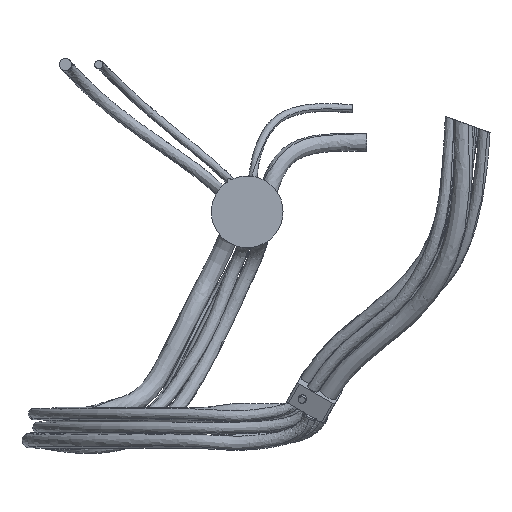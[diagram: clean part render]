
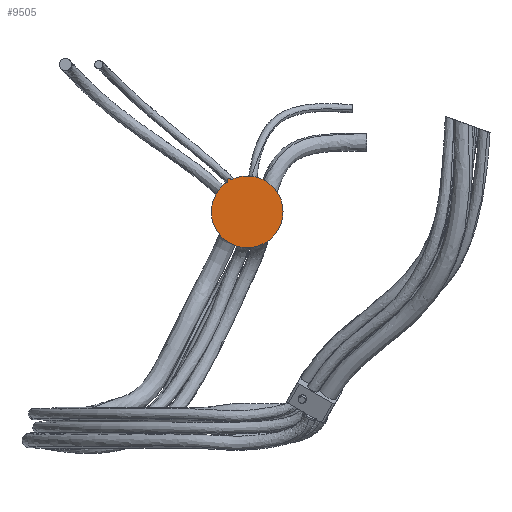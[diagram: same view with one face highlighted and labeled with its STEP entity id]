
A CAD part, front view. The second image highlights one B-rep face of the part: STEP entity #9505.
In plain terms, the highlighted planar face has unit normal (0, -1, 0).
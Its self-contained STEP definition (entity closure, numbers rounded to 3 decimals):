
#231 = AXIS2_PLACEMENT_3D ( 'NONE', #7852, #7830, #7818 ) ;
#737 = ORIENTED_EDGE ( 'NONE', *, *, #10139, .T. ) ;
#775 = DIRECTION ( 'NONE',  ( 1., 0., 0. ) ) ;
#785 = DIRECTION ( 'NONE',  ( 0., 1., 0. ) ) ;
#798 = CARTESIAN_POINT ( 'NONE',  ( -29.067, 107.5, 448.11 ) ) ;
#943 = AXIS2_PLACEMENT_3D ( 'NONE', #5975, #5972, #5959 ) ;
#1408 = DIRECTION ( 'NONE',  ( 1., 0., 0. ) ) ;
#1409 = DIRECTION ( 'NONE',  ( 0., -1., 0. ) ) ;
#1422 = CARTESIAN_POINT ( 'NONE',  ( -11.9, 107.5, 422.9 ) ) ;
#1434 = VERTEX_POINT ( 'NONE', #6933 ) ;
#1545 = AXIS2_PLACEMENT_3D ( 'NONE', #5593, #5584, #5581 ) ;
#1820 = CARTESIAN_POINT ( 'NONE',  ( 18.1, 107.5, 422.9 ) ) ;
#2197 = VERTEX_POINT ( 'NONE', #10087 ) ;
#2833 = ORIENTED_EDGE ( 'NONE', *, *, #4243, .T. ) ;
#2998 = DIRECTION ( 'NONE',  ( 1., 0., 0. ) ) ;
#3011 = DIRECTION ( 'NONE',  ( 0., -1., 0. ) ) ;
#3014 = CARTESIAN_POINT ( 'NONE',  ( -11.9, 107.5, 422.9 ) ) ;
#3110 = CIRCLE ( 'NONE', #943, 0.5 ) ;
#3403 = CIRCLE ( 'NONE', #3513, 0.5 ) ;
#3513 = AXIS2_PLACEMENT_3D ( 'NONE', #798, #785, #775 ) ;
#3542 = AXIS2_PLACEMENT_3D ( 'NONE', #3014, #3011, #2998 ) ;
#3703 = ORIENTED_EDGE ( 'NONE', *, *, #7695, .T. ) ;
#3864 = FACE_OUTER_BOUND ( 'NONE', #8656, .T. ) ;
#4151 = AXIS2_PLACEMENT_3D ( 'NONE', #6545, #6537, #6535 ) ;
#4174 = CIRCLE ( 'NONE', #3542, 30. ) ;
#4243 = EDGE_CURVE ( 'NONE', #9523, #10600, #6131, .T. ) ;
#4280 = CIRCLE ( 'NONE', #1545, 30. ) ;
#4811 = CIRCLE ( 'NONE', #4151, 1.8 ) ;
#4932 = VERTEX_POINT ( 'NONE', #6156 ) ;
#5581 = DIRECTION ( 'NONE',  ( 1., 0., 0. ) ) ;
#5584 = DIRECTION ( 'NONE',  ( 0., -1., 0. ) ) ;
#5593 = CARTESIAN_POINT ( 'NONE',  ( -11.9, 107.5, 422.9 ) ) ;
#5959 = DIRECTION ( 'NONE',  ( 1., 0., 0. ) ) ;
#5972 = DIRECTION ( 'NONE',  ( 0., 1., 0. ) ) ;
#5975 = CARTESIAN_POINT ( 'NONE',  ( -25.149, 107.5, 450.372 ) ) ;
#6131 = CIRCLE ( 'NONE', #6889, 30. ) ;
#6156 = CARTESIAN_POINT ( 'NONE',  ( -24.932, 107.5, 449.922 ) ) ;
#6535 = DIRECTION ( 'NONE',  ( 1., 0., 0. ) ) ;
#6537 = DIRECTION ( 'NONE',  ( 0., -1., 0. ) ) ;
#6545 = CARTESIAN_POINT ( 'NONE',  ( -26.9, 107.5, 448.881 ) ) ;
#6889 = AXIS2_PLACEMENT_3D ( 'NONE', #1422, #1409, #1408 ) ;
#6933 = CARTESIAN_POINT ( 'NONE',  ( -25.53, 107.5, 450.048 ) ) ;
#7695 = EDGE_CURVE ( 'NONE', #1434, #9379, #4811, .T. ) ;
#7771 = CARTESIAN_POINT ( 'NONE',  ( -41.9, 107.5, 422.9 ) ) ;
#7818 = DIRECTION ( 'NONE',  ( 1., 0., 0. ) ) ;
#7830 = DIRECTION ( 'NONE',  ( 0., -1., 0. ) ) ;
#7842 = PLANE ( 'NONE',  #231 ) ;
#7852 = CARTESIAN_POINT ( 'NONE',  ( -11.9, 107.5, 392.9 ) ) ;
#8083 = ORIENTED_EDGE ( 'NONE', *, *, #9165, .T. ) ;
#8656 = EDGE_LOOP ( 'NONE', ( #3703, #737, #9817, #2833, #8083, #8803 ) ) ;
#8713 = EDGE_CURVE ( 'NONE', #2197, #9523, #4280, .T. ) ;
#8803 = ORIENTED_EDGE ( 'NONE', *, *, #10434, .T. ) ;
#9056 = CARTESIAN_POINT ( 'NONE',  ( -28.596, 107.5, 448.278 ) ) ;
#9165 = EDGE_CURVE ( 'NONE', #10600, #4932, #4174, .T. ) ;
#9379 = VERTEX_POINT ( 'NONE', #9056 ) ;
#9505 = ADVANCED_FACE ( 'NONE', ( #3864 ), #7842, .T. ) ;
#9523 = VERTEX_POINT ( 'NONE', #7771 ) ;
#9817 = ORIENTED_EDGE ( 'NONE', *, *, #8713, .T. ) ;
#10087 = CARTESIAN_POINT ( 'NONE',  ( -28.786, 107.5, 447.697 ) ) ;
#10139 = EDGE_CURVE ( 'NONE', #9379, #2197, #3403, .T. ) ;
#10434 = EDGE_CURVE ( 'NONE', #4932, #1434, #3110, .T. ) ;
#10600 = VERTEX_POINT ( 'NONE', #1820 ) ;
